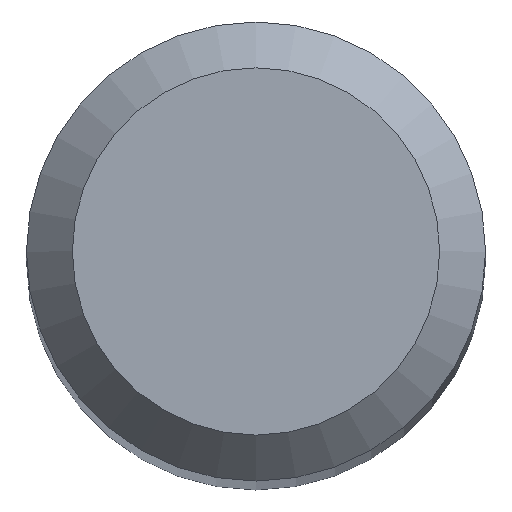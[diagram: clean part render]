
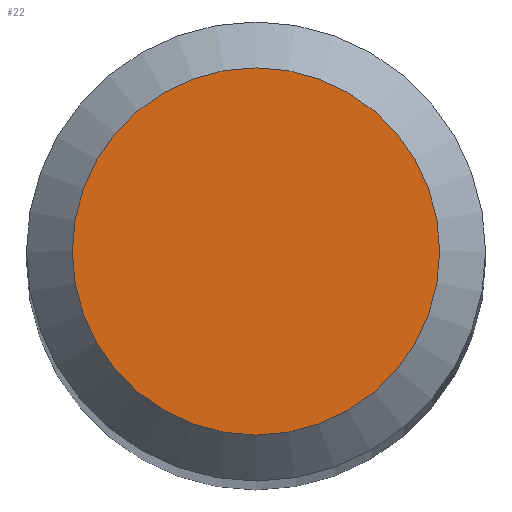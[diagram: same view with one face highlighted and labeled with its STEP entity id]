
A CAD part, top view. The second image highlights one B-rep face of the part: STEP entity #22.
In plain terms, the highlighted planar face has unit normal (0, 0, 1).
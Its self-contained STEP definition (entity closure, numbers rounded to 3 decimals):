
#1 = AXIS2_PLACEMENT_3D ( 'NONE', #170, #168, #50 ) ;
#3 = DIRECTION ( 'NONE',  ( 0., 1., 0. ) ) ;
#22 = ADVANCED_FACE ( 'NONE', ( #254 ), #45, .F. ) ;
#26 = CIRCLE ( 'NONE', #1, 1.2 ) ;
#45 = PLANE ( 'NONE',  #137 ) ;
#50 = DIRECTION ( 'NONE',  ( 0., 1., 0. ) ) ;
#59 = DIRECTION ( 'NONE',  ( 0., 0., -1. ) ) ;
#137 = AXIS2_PLACEMENT_3D ( 'NONE', #258, #59, #3 ) ;
#150 = EDGE_CURVE ( 'NONE', #163, #163, #26, .T. ) ;
#162 = ORIENTED_EDGE ( 'NONE', *, *, #150, .F. ) ;
#163 = VERTEX_POINT ( 'NONE', #187 ) ;
#168 = DIRECTION ( 'NONE',  ( 0., 0., -1. ) ) ;
#170 = CARTESIAN_POINT ( 'NONE',  ( 0., 0., 61. ) ) ;
#187 = CARTESIAN_POINT ( 'NONE',  ( 0., 1.2, 61. ) ) ;
#206 = EDGE_LOOP ( 'NONE', ( #162 ) ) ;
#254 = FACE_OUTER_BOUND ( 'NONE', #206, .T. ) ;
#258 = CARTESIAN_POINT ( 'NONE',  ( 0., 0., 61. ) ) ;
